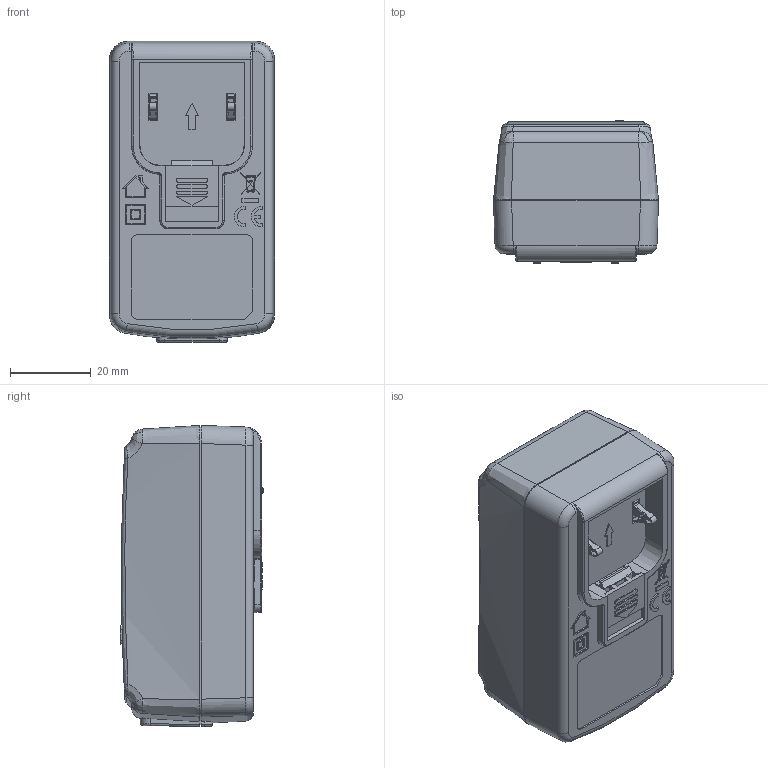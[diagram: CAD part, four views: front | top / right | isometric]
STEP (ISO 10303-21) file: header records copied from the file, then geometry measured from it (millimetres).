
FILE_DESCRIPTION((''),'2;1');
FILE_NAME('GTM46161-16VV-USB2A_ASM','2022-07-25T13:39:43',('rd05'),(''),'CREO PARAMETRIC BY PTC INC, 2018050','CREO PARAMETRIC BY PTC INC, 2018050','');
FILE_SCHEMA(('CONFIG_CONTROL_DESIGN','GEOMETRIC_VALIDATION_PROPERTIES_MIM'));
Products named in the file (26): NEW-PIN-LEFT_2; NEW-PIN-RIGHT_2; MANIFOLD_SOLID_BREP_3919_2; SPRING_1; COVER_2; PCB_N_4; 501Z_1; 470UF_1; CY1_1; XF01036_1; LED_1; 1549M_1; 1648S_1; BIANYAQI_1; RF1_1; T1A_1; LF500_1_1; LF500_1_2; LF500_1_ASM; USB2_5; PCB-1_ASM_3_ASM; 333_1; 444_4; LENS_1; USB-2_ASM_18_ASM; GTM46161-16VV-USB2A_ASM
Assembly tree (27 placements, depth 5):
  GTM46161-16VV-USB2A_ASM
    USB-2_ASM_18_ASM
      NEW-PIN-LEFT_2
      NEW-PIN-RIGHT_2
      MANIFOLD_SOLID_BREP_3919_2
      SPRING_1
      COVER_2
      PCB-1_ASM_3_ASM
        PCB_N_4
        501Z_1
        470UF_1
        CY1_1  x2
        XF01036_1
        LED_1
        1549M_1
        1648S_1  x2
        BIANYAQI_1
        RF1_1
        T1A_1
        LF500_1_ASM
          LF500_1_1
          LF500_1_2
        USB2_5
      333_1
      444_4
      LENS_1
Bounding box: 41 x 35.54 x 74.8 mm (x, y, z)
Volume: 42107.7 mm3; surface area: 48973.8 mm2
Topology: 24 solids, 27 shells, 2292 faces, 6022 edges, 3816 vertices
Faces by surface type: plane 1122, cylinder 627, torus 277, cone 155, bspline 94, extrusion 11, sphere 6
Entity records: 90921 total; most frequent: CARTESIAN_POINT 26167, ORIENTED_EDGE 11870, DIRECTION 11825, EDGE_CURVE 5951, AXIS2_PLACEMENT_3D 4198, VERTEX_POINT 3772, VECTOR 3429, LINE 3418
